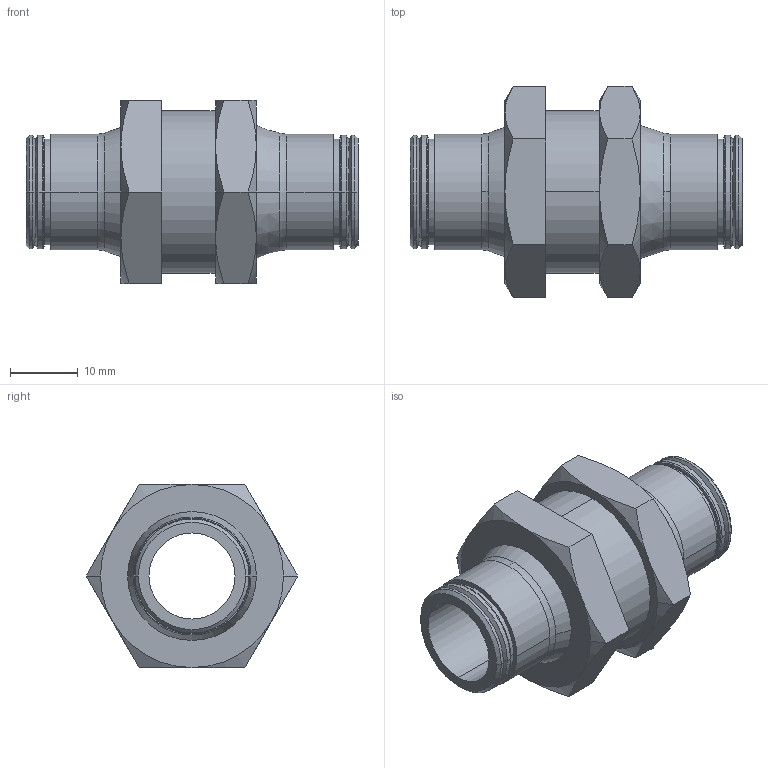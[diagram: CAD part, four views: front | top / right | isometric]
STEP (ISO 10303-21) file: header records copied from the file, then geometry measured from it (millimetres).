
FILE_DESCRIPTION(('STEP AP214'),'1');
FILE_NAME('3816_62_00.stp','2016-07-07T14:27:30',('TraceParts'),('TraceParts S.A.'),'Spatial InterOp 3D',' ',' ');
FILE_SCHEMA(('automotive_design'));
Length unit declared in the file: millimetre
Products named in the file (2): 1; 2
Bounding box: 48.96 x 31.18 x 27 mm (x, y, z)
Volume: 12021.7 mm3; surface area: 7445.1 mm2
Topology: 2 solids, 2 shells, 105 faces, 228 edges, 132 vertices
Faces by surface type: cone 62, plane 21, cylinder 18, torus 4
Entity records: 2908 total; most frequent: CARTESIAN_POINT 611, DIRECTION 518, ORIENTED_EDGE 456, EDGE_CURVE 228, AXIS2_PLACEMENT_3D 219, VERTEX_POINT 132, EDGE_LOOP 114, CIRCLE 112
